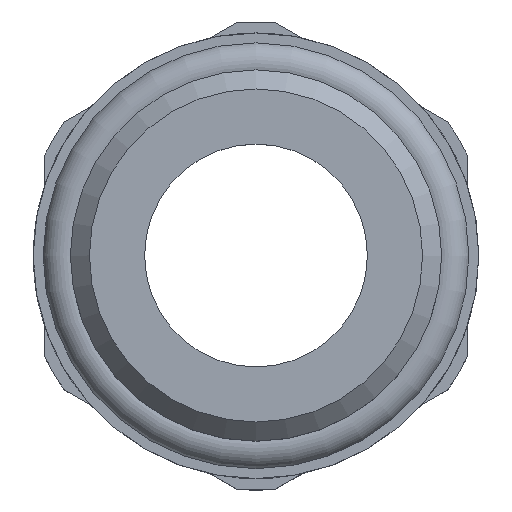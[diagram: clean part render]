
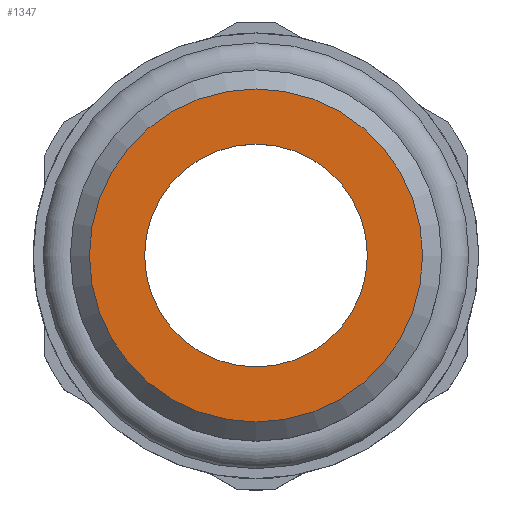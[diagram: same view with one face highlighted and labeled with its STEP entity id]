
A CAD part, top view. The second image highlights one B-rep face of the part: STEP entity #1347.
In plain terms, the highlighted planar face has unit normal (0, 0, 1).
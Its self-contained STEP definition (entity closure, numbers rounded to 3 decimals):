
#264=ORIENTED_EDGE('',*,*,#484,.T.);
#265=ORIENTED_EDGE('',*,*,#485,.F.);
#484=EDGE_CURVE('',#582,#582,#638,.T.);
#485=EDGE_CURVE('',#583,#583,#639,.T.);
#582=VERTEX_POINT('',#1993);
#583=VERTEX_POINT('',#1995);
#638=CIRCLE('',#1442,5.);
#639=CIRCLE('',#1443,7.475);
#689=EDGE_LOOP('',(#264));
#690=EDGE_LOOP('',(#265));
#775=FACE_BOUND('',#689,.T.);
#776=FACE_BOUND('',#690,.T.);
#854=PLANE('',#1441);
#1347=ADVANCED_FACE('',(#775,#776),#854,.T.);
#1441=AXIS2_PLACEMENT_3D('',#1991,#1643,#1644);
#1442=AXIS2_PLACEMENT_3D('',#1992,#1645,#1646);
#1443=AXIS2_PLACEMENT_3D('',#1994,#1647,#1648);
#1643=DIRECTION('',(0.,0.,1.));
#1644=DIRECTION('',(1.,0.,0.));
#1645=DIRECTION('',(0.,0.,-1.));
#1646=DIRECTION('',(-1.,0.,0.));
#1647=DIRECTION('',(0.,0.,-1.));
#1648=DIRECTION('',(-1.,0.,0.));
#1991=CARTESIAN_POINT('',(0.,7.475,28.5));
#1992=CARTESIAN_POINT('',(0.,0.,28.5));
#1993=CARTESIAN_POINT('',(-5.,0.,28.5));
#1994=CARTESIAN_POINT('',(0.,0.,28.5));
#1995=CARTESIAN_POINT('',(-7.475,0.,28.5));
